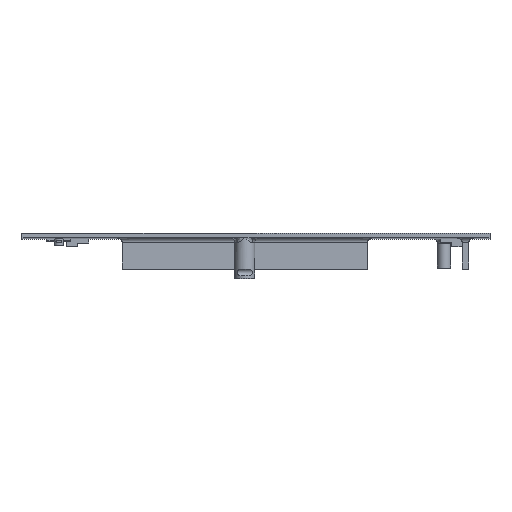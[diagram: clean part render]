
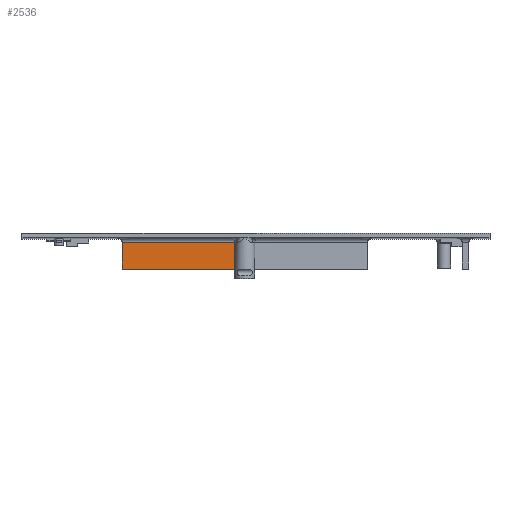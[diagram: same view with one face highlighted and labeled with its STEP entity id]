
A CAD part, top view. The second image highlights one B-rep face of the part: STEP entity #2536.
In plain terms, the highlighted planar face has unit normal (0, 0, 1).
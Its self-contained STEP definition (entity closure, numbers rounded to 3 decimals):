
#248=FACE_OUTER_BOUND('',#420,.T.);
#420=EDGE_LOOP('',(#1991,#1992,#1993,#1994));
#640=LINE('',#4090,#909);
#644=LINE('',#4226,#913);
#646=LINE('',#4277,#915);
#647=LINE('',#4278,#916);
#909=VECTOR('',#3224,10.);
#913=VECTOR('',#3242,10.);
#915=VECTOR('',#3250,10.);
#916=VECTOR('',#3251,10.);
#1177=VERTEX_POINT('',#4040);
#1182=VERTEX_POINT('',#4080);
#1188=VERTEX_POINT('',#4225);
#1192=VERTEX_POINT('',#4276);
#1464=EDGE_CURVE('',#1182,#1177,#640,.T.);
#1474=EDGE_CURVE('',#1188,#1177,#644,.T.);
#1479=EDGE_CURVE('',#1182,#1192,#646,.T.);
#1480=EDGE_CURVE('',#1188,#1192,#647,.T.);
#1991=ORIENTED_EDGE('',*,*,#1464,.F.);
#1992=ORIENTED_EDGE('',*,*,#1479,.T.);
#1993=ORIENTED_EDGE('',*,*,#1480,.F.);
#1994=ORIENTED_EDGE('',*,*,#1474,.T.);
#2406=PLANE('',#2761);
#2536=ADVANCED_FACE('',(#248),#2406,.T.);
#2761=AXIS2_PLACEMENT_3D('',#4275,#3248,#3249);
#3224=DIRECTION('',(1.,0.,0.));
#3242=DIRECTION('',(0.,1.,0.));
#3248=DIRECTION('center_axis',(0.,0.,1.));
#3249=DIRECTION('ref_axis',(-1.,0.,0.));
#3250=DIRECTION('',(0.,-1.,0.));
#3251=DIRECTION('',(-1.,0.,0.));
#4040=CARTESIAN_POINT('',(-114.243,-2.,-6.));
#4080=CARTESIAN_POINT('',(-165.,-2.,-6.));
#4090=CARTESIAN_POINT('',(-80.,-2.,-6.));
#4225=CARTESIAN_POINT('',(-114.243,-14.,-6.));
#4226=CARTESIAN_POINT('',(-114.243,0.,-6.));
#4275=CARTESIAN_POINT('Origin',(-55.,0.,-6.));
#4276=CARTESIAN_POINT('',(-165.,-14.,-6.));
#4277=CARTESIAN_POINT('',(-165.,0.,-6.));
#4278=CARTESIAN_POINT('',(-55.,-14.,-6.));
